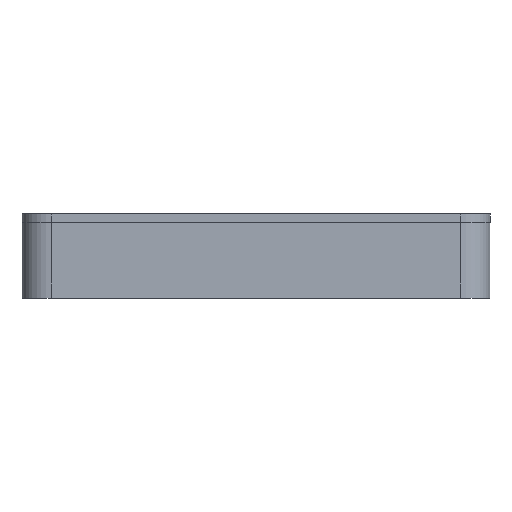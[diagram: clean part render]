
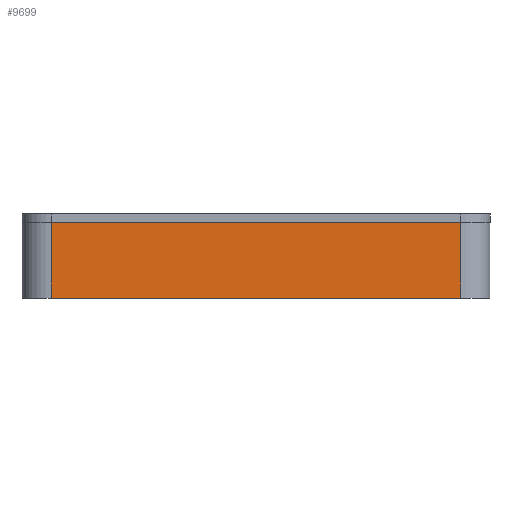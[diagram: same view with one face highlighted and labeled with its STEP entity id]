
A CAD part, front view. The second image highlights one B-rep face of the part: STEP entity #9699.
In plain terms, the highlighted planar face has unit normal (0, -1, 0).
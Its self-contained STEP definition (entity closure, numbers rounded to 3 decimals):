
#1513=FACE_OUTER_BOUND('',#2159,.T.);
#2159=EDGE_LOOP('',(#8893,#8894,#8895,#8896));
#2991=LINE('',#18083,#3829);
#3003=LINE('',#18120,#3841);
#3004=LINE('',#18124,#3842);
#3005=LINE('',#18125,#3843);
#3829=VECTOR('',#11956,10.);
#3841=VECTOR('',#11988,10.);
#3842=VECTOR('',#11993,10.);
#3843=VECTOR('',#11994,10.);
#4762=VERTEX_POINT('',#18080);
#4763=VERTEX_POINT('',#18082);
#4778=VERTEX_POINT('',#18119);
#4779=VERTEX_POINT('',#18123);
#6138=EDGE_CURVE('',#4762,#4763,#2991,.T.);
#6157=EDGE_CURVE('',#4763,#4778,#3003,.T.);
#6159=EDGE_CURVE('',#4779,#4762,#3004,.T.);
#6160=EDGE_CURVE('',#4778,#4779,#3005,.T.);
#8893=ORIENTED_EDGE('',*,*,#6157,.F.);
#8894=ORIENTED_EDGE('',*,*,#6138,.F.);
#8895=ORIENTED_EDGE('',*,*,#6159,.F.);
#8896=ORIENTED_EDGE('',*,*,#6160,.F.);
#9203=PLANE('',#10219);
#9699=ADVANCED_FACE('',(#1513),#9203,.T.);
#10219=AXIS2_PLACEMENT_3D('',#18122,#11991,#11992);
#11956=DIRECTION('',(1.,0.,0.));
#11988=DIRECTION('',(0.,0.,-1.));
#11991=DIRECTION('center_axis',(0.,-1.,0.));
#11992=DIRECTION('ref_axis',(1.,0.,0.));
#11993=DIRECTION('',(0.,0.,1.));
#11994=DIRECTION('',(-1.,0.,0.));
#18080=CARTESIAN_POINT('',(-37.715,-47.414,13.));
#18082=CARTESIAN_POINT('',(32.885,-47.414,13.));
#18083=CARTESIAN_POINT('',(37.885,-47.414,13.));
#18119=CARTESIAN_POINT('',(32.885,-47.414,0.));
#18120=CARTESIAN_POINT('',(32.885,-47.414,0.));
#18122=CARTESIAN_POINT('Origin',(-42.715,-47.414,0.));
#18123=CARTESIAN_POINT('',(-37.715,-47.414,0.));
#18124=CARTESIAN_POINT('',(-37.715,-47.414,0.));
#18125=CARTESIAN_POINT('',(37.885,-47.414,0.));
